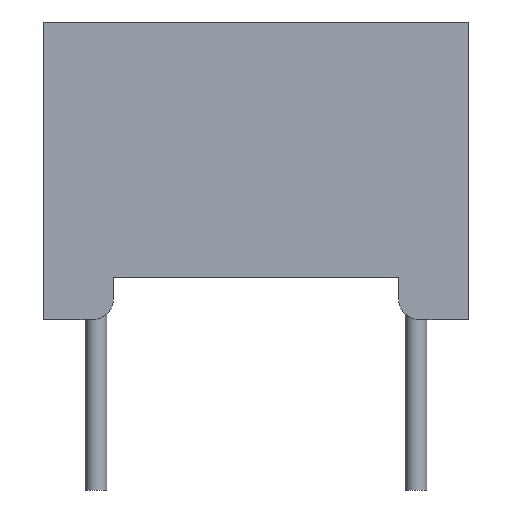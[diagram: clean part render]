
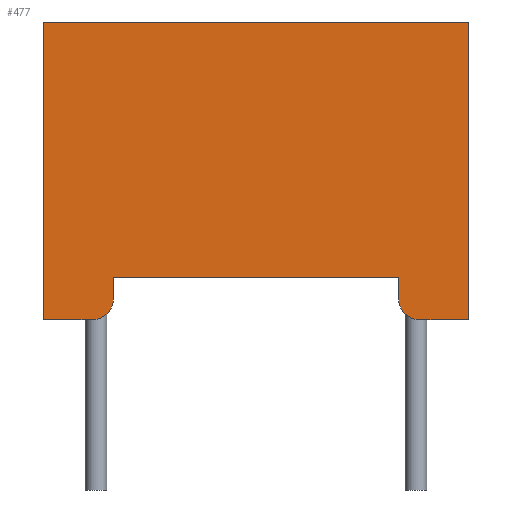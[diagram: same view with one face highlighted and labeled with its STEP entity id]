
A CAD part, front view. The second image highlights one B-rep face of the part: STEP entity #477.
In plain terms, the highlighted planar face has unit normal (0, -1, 0).
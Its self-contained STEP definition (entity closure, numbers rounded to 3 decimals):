
#477 = ADVANCED_FACE( '', ( #1191 ), #1192, .F. );
#1191 = FACE_OUTER_BOUND( '', #2260, .T. );
#1192 = PLANE( '', #2261 );
#2260 = EDGE_LOOP( '', ( #3575, #3576, #3577, #3578, #3579, #3580, #3581, #3582, #3583, #3584 ) );
#2261 = AXIS2_PLACEMENT_3D( '', #3585, #3586, #3587 );
#3575 = ORIENTED_EDGE( '', *, *, #6514, .T. );
#3576 = ORIENTED_EDGE( '', *, *, #6515, .T. );
#3577 = ORIENTED_EDGE( '', *, *, #6516, .F. );
#3578 = ORIENTED_EDGE( '', *, *, #6517, .F. );
#3579 = ORIENTED_EDGE( '', *, *, #6518, .T. );
#3580 = ORIENTED_EDGE( '', *, *, #6498, .T. );
#3581 = ORIENTED_EDGE( '', *, *, #6519, .T. );
#3582 = ORIENTED_EDGE( '', *, *, #6423, .T. );
#3583 = ORIENTED_EDGE( '', *, *, #6520, .T. );
#3584 = ORIENTED_EDGE( '', *, *, #6521, .T. );
#3585 = CARTESIAN_POINT( '', ( -5., -6.5, 11. ) );
#3586 = DIRECTION( '', ( 0., 1., 0. ) );
#3587 = DIRECTION( '', ( -1., 0., 0. ) );
#6423 = EDGE_CURVE( '', #7571, #7575, #7577, .T. );
#6498 = EDGE_CURVE( '', #7708, #7706, #7709, .T. );
#6514 = EDGE_CURVE( '', #7736, #7737, #7738, .T. );
#6515 = EDGE_CURVE( '', #7737, #7739, #7740, .T. );
#6516 = EDGE_CURVE( '', #7741, #7739, #7742, .T. );
#6517 = EDGE_CURVE( '', #7743, #7741, #7744, .T. );
#6518 = EDGE_CURVE( '', #7743, #7708, #7745, .T. );
#6519 = EDGE_CURVE( '', #7706, #7571, #7746, .T. );
#6520 = EDGE_CURVE( '', #7575, #7747, #7748, .T. );
#6521 = EDGE_CURVE( '', #7747, #7736, #7749, .T. );
#7571 = VERTEX_POINT( '', #9290 );
#7575 = VERTEX_POINT( '', #9296 );
#7577 = LINE( '', #9299, #9300 );
#7706 = VERTEX_POINT( '', #9526 );
#7708 = VERTEX_POINT( '', #9529 );
#7709 = LINE( '', #9530, #9531 );
#7736 = VERTEX_POINT( '', #9571 );
#7737 = VERTEX_POINT( '', #9572 );
#7738 = CIRCLE( '', #9573, 0.5 );
#7739 = VERTEX_POINT( '', #9574 );
#7740 = LINE( '', #9575, #9576 );
#7741 = VERTEX_POINT( '', #9577 );
#7742 = LINE( '', #9578, #9579 );
#7743 = VERTEX_POINT( '', #9580 );
#7744 = LINE( '', #9581, #9582 );
#7745 = LINE( '', #9583, #9584 );
#7746 = CIRCLE( '', #9585, 0.5 );
#7747 = VERTEX_POINT( '', #9586 );
#7748 = LINE( '', #9587, #9588 );
#7749 = LINE( '', #9589, #9590 );
#9290 = CARTESIAN_POINT( '', ( -3.35, -6.5, 4.5 ) );
#9296 = CARTESIAN_POINT( '', ( -3.35, -6.5, 5. ) );
#9299 = CARTESIAN_POINT( '', ( -3.35, -6.5, 4.5 ) );
#9300 = VECTOR( '', #12168, 1000. );
#9526 = CARTESIAN_POINT( '', ( -3.85, -6.5, 4. ) );
#9529 = CARTESIAN_POINT( '', ( -5., -6.5, 4. ) );
#9530 = CARTESIAN_POINT( '', ( -5., -6.5, 4. ) );
#9531 = VECTOR( '', #12233, 1000. );
#9571 = CARTESIAN_POINT( '', ( 3.35, -6.5, 4.5 ) );
#9572 = CARTESIAN_POINT( '', ( 3.85, -6.5, 4. ) );
#9573 = AXIS2_PLACEMENT_3D( '', #12236, #12237, #12238 );
#9574 = CARTESIAN_POINT( '', ( 5., -6.5, 4. ) );
#9575 = CARTESIAN_POINT( '', ( -5., -6.5, 4. ) );
#9576 = VECTOR( '', #12239, 1000. );
#9577 = CARTESIAN_POINT( '', ( 5., -6.5, 11. ) );
#9578 = CARTESIAN_POINT( '', ( 5., -6.5, 11. ) );
#9579 = VECTOR( '', #12240, 1000. );
#9580 = CARTESIAN_POINT( '', ( -5., -6.5, 11. ) );
#9581 = CARTESIAN_POINT( '', ( -5., -6.5, 11. ) );
#9582 = VECTOR( '', #12241, 1000. );
#9583 = CARTESIAN_POINT( '', ( -5., -6.5, 11. ) );
#9584 = VECTOR( '', #12242, 1000. );
#9585 = AXIS2_PLACEMENT_3D( '', #12243, #12244, #12245 );
#9586 = CARTESIAN_POINT( '', ( 3.35, -6.5, 5. ) );
#9587 = CARTESIAN_POINT( '', ( -3.35, -6.5, 5. ) );
#9588 = VECTOR( '', #12246, 1000. );
#9589 = CARTESIAN_POINT( '', ( 3.35, -6.5, 4.5 ) );
#9590 = VECTOR( '', #12247, 1000. );
#12168 = DIRECTION( '', ( 0., 0., 1. ) );
#12233 = DIRECTION( '', ( 1., 0., 0. ) );
#12236 = CARTESIAN_POINT( '', ( 3.85, -6.5, 4.5 ) );
#12237 = DIRECTION( '', ( 0., -1., 0. ) );
#12238 = DIRECTION( '', ( 1., 0., 0. ) );
#12239 = DIRECTION( '', ( 1., 0., 0. ) );
#12240 = DIRECTION( '', ( 0., 0., -1. ) );
#12241 = DIRECTION( '', ( 1., 0., 0. ) );
#12242 = DIRECTION( '', ( 0., 0., -1. ) );
#12243 = CARTESIAN_POINT( '', ( -3.85, -6.5, 4.5 ) );
#12244 = DIRECTION( '', ( 0., -1., 0. ) );
#12245 = DIRECTION( '', ( -1., 0., 0. ) );
#12246 = DIRECTION( '', ( 1., 0., 0. ) );
#12247 = DIRECTION( '', ( 0., 0., -1. ) );
